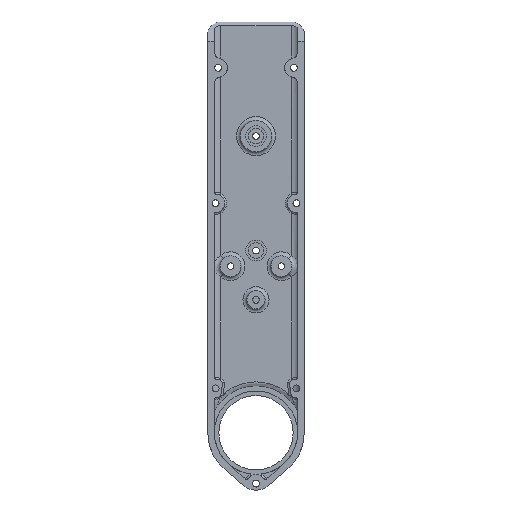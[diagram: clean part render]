
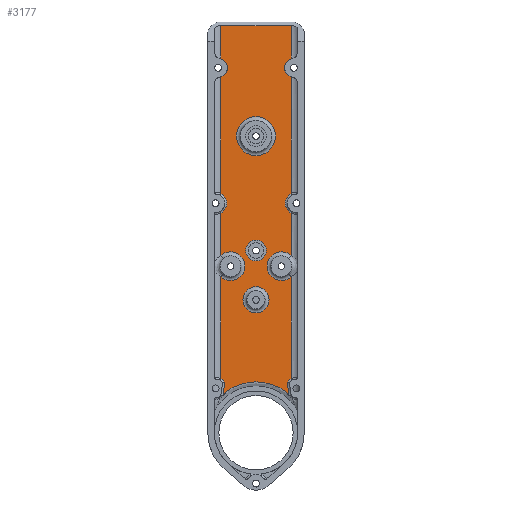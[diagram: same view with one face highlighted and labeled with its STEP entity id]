
A CAD part, left-side view. The second image highlights one B-rep face of the part: STEP entity #3177.
In plain terms, the highlighted planar face has unit normal (-1, 0, 0).
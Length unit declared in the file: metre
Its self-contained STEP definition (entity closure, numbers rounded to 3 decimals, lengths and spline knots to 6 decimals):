
#100=B_SPLINE_CURVE_WITH_KNOTS('',3,(#5188,#5189,#5190,#5191),
 .UNSPECIFIED.,.F.,.F.,(4,4),(0.,0.002048),.UNSPECIFIED.);
#107=B_SPLINE_CURVE_WITH_KNOTS('',3,(#5244,#5245,#5246,#5247),
 .UNSPECIFIED.,.F.,.F.,(4,4),(0.,0.002048),.UNSPECIFIED.);
#208=LINE('',#5285,#376);
#209=LINE('',#5335,#377);
#212=LINE('',#5351,#380);
#213=LINE('',#5401,#381);
#216=LINE('',#5470,#384);
#217=LINE('',#5472,#385);
#219=LINE('',#5480,#387);
#222=LINE('',#5507,#390);
#277=LINE('',#6022,#445);
#278=LINE('',#6025,#446);
#279=LINE('',#6026,#447);
#376=VECTOR('',#3980,1.);
#377=VECTOR('',#3983,1.);
#380=VECTOR('',#3988,1.);
#381=VECTOR('',#3991,1.);
#384=VECTOR('',#4004,1.);
#385=VECTOR('',#4007,1.);
#387=VECTOR('',#4011,1.);
#390=VECTOR('',#4016,1.);
#445=VECTOR('',#4231,1.);
#446=VECTOR('',#4232,1.);
#447=VECTOR('',#4233,1.);
#540=PLANE('',#3510);
#1123=ORIENTED_EDGE('',*,*,#1844,.F.);
#1124=ORIENTED_EDGE('',*,*,#1845,.F.);
#1125=ORIENTED_EDGE('',*,*,#1842,.F.);
#1126=ORIENTED_EDGE('',*,*,#1708,.F.);
#1127=ORIENTED_EDGE('',*,*,#1668,.T.);
#1128=ORIENTED_EDGE('',*,*,#1682,.F.);
#1129=ORIENTED_EDGE('',*,*,#1665,.T.);
#1130=ORIENTED_EDGE('',*,*,#1686,.F.);
#1131=ORIENTED_EDGE('',*,*,#1663,.T.);
#1132=ORIENTED_EDGE('',*,*,#1697,.T.);
#1133=ORIENTED_EDGE('',*,*,#1659,.T.);
#1134=ORIENTED_EDGE('',*,*,#1653,.F.);
#1135=ORIENTED_EDGE('',*,*,#1650,.T.);
#1136=ORIENTED_EDGE('',*,*,#1698,.T.);
#1137=ORIENTED_EDGE('',*,*,#1644,.T.);
#1138=ORIENTED_EDGE('',*,*,#1673,.F.);
#1139=ORIENTED_EDGE('',*,*,#1641,.T.);
#1140=ORIENTED_EDGE('',*,*,#1677,.F.);
#1141=ORIENTED_EDGE('',*,*,#1637,.T.);
#1142=ORIENTED_EDGE('',*,*,#1701,.F.);
#1143=ORIENTED_EDGE('',*,*,#1836,.F.);
#1144=ORIENTED_EDGE('',*,*,#1846,.F.);
#1145=ORIENTED_EDGE('',*,*,#1847,.T.);
#1146=ORIENTED_EDGE('',*,*,#1635,.T.);
#1147=ORIENTED_EDGE('',*,*,#1634,.T.);
#1634=EDGE_CURVE('',#2076,#2076,#2356,.T.);
#1635=EDGE_CURVE('',#2077,#2077,#2357,.F.);
#1637=EDGE_CURVE('',#2080,#2079,#2359,.F.);
#1641=EDGE_CURVE('',#2083,#2082,#2363,.F.);
#1644=EDGE_CURVE('',#2086,#2085,#2366,.F.);
#1650=EDGE_CURVE('',#2092,#2091,#100,.F.);
#1653=EDGE_CURVE('',#2092,#2093,#2369,.T.);
#1659=EDGE_CURVE('',#2095,#2093,#107,.T.);
#1663=EDGE_CURVE('',#2098,#2101,#2373,.F.);
#1665=EDGE_CURVE('',#2103,#2102,#2375,.F.);
#1668=EDGE_CURVE('',#2106,#2105,#2378,.F.);
#1673=EDGE_CURVE('',#2083,#2085,#208,.F.);
#1677=EDGE_CURVE('',#2080,#2082,#209,.F.);
#1682=EDGE_CURVE('',#2103,#2105,#212,.T.);
#1686=EDGE_CURVE('',#2098,#2102,#213,.T.);
#1697=EDGE_CURVE('',#2101,#2095,#216,.T.);
#1698=EDGE_CURVE('',#2091,#2086,#217,.T.);
#1701=EDGE_CURVE('',#2123,#2079,#219,.F.);
#1708=EDGE_CURVE('',#2106,#2129,#222,.T.);
#1836=EDGE_CURVE('',#2212,#2123,#2428,.T.);
#1842=EDGE_CURVE('',#2129,#2215,#2429,.T.);
#1844=EDGE_CURVE('',#2216,#2217,#277,.T.);
#1845=EDGE_CURVE('',#2215,#2216,#278,.T.);
#1846=EDGE_CURVE('',#2217,#2212,#279,.F.);
#1847=EDGE_CURVE('',#2218,#2218,#2430,.F.);
#2076=VERTEX_POINT('',#5126);
#2077=VERTEX_POINT('',#5129);
#2079=VERTEX_POINT('',#5133);
#2080=VERTEX_POINT('',#5135);
#2082=VERTEX_POINT('',#5141);
#2083=VERTEX_POINT('',#5143);
#2085=VERTEX_POINT('',#5148);
#2086=VERTEX_POINT('',#5150);
#2091=VERTEX_POINT('',#5187);
#2092=VERTEX_POINT('',#5192);
#2093=VERTEX_POINT('',#5204);
#2095=VERTEX_POINT('',#5236);
#2098=VERTEX_POINT('',#5250);
#2101=VERTEX_POINT('',#5259);
#2102=VERTEX_POINT('',#5263);
#2103=VERTEX_POINT('',#5265);
#2105=VERTEX_POINT('',#5270);
#2106=VERTEX_POINT('',#5272);
#2123=VERTEX_POINT('',#5481);
#2129=VERTEX_POINT('',#5508);
#2212=VERTEX_POINT('',#5999);
#2215=VERTEX_POINT('',#6016);
#2216=VERTEX_POINT('',#6023);
#2217=VERTEX_POINT('',#6024);
#2218=VERTEX_POINT('',#6028);
#2356=CIRCLE('',#3386,0.00398);
#2357=CIRCLE('',#3388,0.0075);
#2359=CIRCLE('',#3391,0.0043);
#2363=CIRCLE('',#3396,0.005497);
#2366=CIRCLE('',#3400,0.0043);
#2369=CIRCLE('',#3404,0.0195);
#2373=CIRCLE('',#3409,0.0043);
#2375=CIRCLE('',#3412,0.005497);
#2378=CIRCLE('',#3416,0.0043);
#2428=CIRCLE('',#3505,0.0035);
#2429=CIRCLE('',#3509,0.0035);
#2430=CIRCLE('',#3511,0.005);
#2628=EDGE_LOOP('',(#1123,#1124,#1125,#1126,#1127,#1128,#1129,#1130,#1131,
#1132,#1133,#1134,#1135,#1136,#1137,#1138,#1139,#1140,#1141,#1142,#1143,
#1144));
#2629=EDGE_LOOP('',(#1145));
#2630=EDGE_LOOP('',(#1146));
#2631=EDGE_LOOP('',(#1147));
#2876=FACE_BOUND('',#2628,.T.);
#2877=FACE_BOUND('',#2629,.T.);
#2878=FACE_BOUND('',#2630,.T.);
#2879=FACE_BOUND('',#2631,.T.);
#3177=ADVANCED_FACE('',(#2876,#2877,#2878,#2879),#540,.T.);
#3386=AXIS2_PLACEMENT_3D('',#5125,#3911,#3912);
#3388=AXIS2_PLACEMENT_3D('',#5128,#3915,#3916);
#3391=AXIS2_PLACEMENT_3D('',#5134,#3921,#3922);
#3396=AXIS2_PLACEMENT_3D('',#5142,#3931,#3932);
#3400=AXIS2_PLACEMENT_3D('',#5149,#3939,#3940);
#3404=AXIS2_PLACEMENT_3D('',#5203,#3947,#3948);
#3409=AXIS2_PLACEMENT_3D('',#5260,#3957,#3958);
#3412=AXIS2_PLACEMENT_3D('',#5264,#3963,#3964);
#3416=AXIS2_PLACEMENT_3D('',#5271,#3971,#3972);
#3505=AXIS2_PLACEMENT_3D('',#6000,#4215,#4216);
#3509=AXIS2_PLACEMENT_3D('',#6015,#4227,#4228);
#3510=AXIS2_PLACEMENT_3D('',#6021,#4229,#4230);
#3511=AXIS2_PLACEMENT_3D('',#6027,#4234,#4235);
#3911=DIRECTION('',(1.,0.,0.));
#3912=DIRECTION('',(0.,0.,-1.));
#3915=DIRECTION('',(-1.,0.,0.));
#3916=DIRECTION('',(0.,0.,1.));
#3921=DIRECTION('',(-1.,0.,0.));
#3922=DIRECTION('',(0.,0.,1.));
#3931=DIRECTION('',(-1.,0.,0.));
#3932=DIRECTION('',(0.,0.,1.));
#3939=DIRECTION('',(-1.,0.,0.));
#3940=DIRECTION('',(0.,0.,1.));
#3947=DIRECTION('',(-1.,0.,0.));
#3948=DIRECTION('',(0.,0.,1.));
#3957=DIRECTION('',(-1.,0.,0.));
#3958=DIRECTION('',(0.,0.,1.));
#3963=DIRECTION('',(-1.,0.,0.));
#3964=DIRECTION('',(0.,0.,1.));
#3971=DIRECTION('',(-1.,0.,0.));
#3972=DIRECTION('',(0.,0.,1.));
#3980=DIRECTION('',(0.,0.,1.));
#3983=DIRECTION('',(0.,0.,1.));
#3988=DIRECTION('',(0.,0.,1.));
#3991=DIRECTION('',(0.,0.,1.));
#4004=DIRECTION('',(0.,0.139,-0.99));
#4007=DIRECTION('',(0.,0.139,0.99));
#4011=DIRECTION('',(0.,0.,1.));
#4016=DIRECTION('',(0.,0.,1.));
#4215=DIRECTION('',(-1.,0.,0.));
#4216=DIRECTION('',(0.,0.,1.));
#4227=DIRECTION('',(-1.,0.,0.));
#4228=DIRECTION('',(0.,0.,1.));
#4229=DIRECTION('',(-1.,0.,0.));
#4230=DIRECTION('',(0.,0.,1.));
#4231=DIRECTION('',(0.,-1.,0.));
#4232=DIRECTION('',(0.,0.,1.));
#4233=DIRECTION('',(0.,0.,1.));
#4234=DIRECTION('',(-1.,0.,0.));
#4235=DIRECTION('',(0.,0.,1.));
#5125=CARTESIAN_POINT('',(0.0065,0.,0.0699));
#5126=CARTESIAN_POINT('',(0.0065,0.,0.06592));
#5128=CARTESIAN_POINT('',(0.0065,0.,0.1138));
#5129=CARTESIAN_POINT('',(0.0065,0.,0.1213));
#5133=CARTESIAN_POINT('',(0.0065,-0.0135,0.091807));
#5134=CARTESIAN_POINT('',(0.0065,-0.0155,0.088));
#5135=CARTESIAN_POINT('',(0.0065,-0.0135,0.084193));
#5141=CARTESIAN_POINT('',(0.0065,-0.0135,0.067919));
#5142=CARTESIAN_POINT('',(0.0065,-0.00975,0.0639));
#5143=CARTESIAN_POINT('',(0.0065,-0.0135,0.059881));
#5148=CARTESIAN_POINT('',(0.0065,-0.0135,0.020807));
#5149=CARTESIAN_POINT('',(0.0065,-0.0155,0.017));
#5150=CARTESIAN_POINT('',(0.0065,-0.011948,0.019423));
#5187=CARTESIAN_POINT('',(0.0065,-0.01267,0.014283));
#5188=CARTESIAN_POINT('',(0.0065,-0.01267,0.014283));
#5189=CARTESIAN_POINT('',(0.0065,-0.012177,0.014758));
#5190=CARTESIAN_POINT('',(0.0065,-0.011733,0.015283));
#5191=CARTESIAN_POINT('',(0.0065,-0.011356,0.015852));
#5192=CARTESIAN_POINT('',(0.0065,-0.011356,0.015852));
#5203=CARTESIAN_POINT('',(0.0065,0.,0.));
#5204=CARTESIAN_POINT('',(0.0065,0.011356,0.015852));
#5236=CARTESIAN_POINT('',(0.0065,0.01267,0.014283));
#5244=CARTESIAN_POINT('',(0.0065,0.01267,0.014283));
#5245=CARTESIAN_POINT('',(0.0065,0.012177,0.014758));
#5246=CARTESIAN_POINT('',(0.0065,0.011733,0.015283));
#5247=CARTESIAN_POINT('',(0.0065,0.011356,0.015852));
#5250=CARTESIAN_POINT('',(0.0065,0.0135,0.020807));
#5259=CARTESIAN_POINT('',(0.0065,0.011948,0.019423));
#5260=CARTESIAN_POINT('',(0.0065,0.0155,0.017));
#5263=CARTESIAN_POINT('',(0.0065,0.0135,0.059881));
#5264=CARTESIAN_POINT('',(0.0065,0.00975,0.0639));
#5265=CARTESIAN_POINT('',(0.0065,0.0135,0.067919));
#5270=CARTESIAN_POINT('',(0.0065,0.0135,0.084193));
#5271=CARTESIAN_POINT('',(0.0065,0.0155,0.088));
#5272=CARTESIAN_POINT('',(0.0065,0.0135,0.091807));
#5285=CARTESIAN_POINT('',(0.0065,-0.0135,0.));
#5335=CARTESIAN_POINT('',(0.0065,-0.0135,0.));
#5351=CARTESIAN_POINT('',(0.0065,0.0135,0.));
#5401=CARTESIAN_POINT('',(0.0065,0.0135,0.));
#5470=CARTESIAN_POINT('',(0.0065,0.012708,0.014016));
#5472=CARTESIAN_POINT('',(0.0065,-0.011994,0.019098));
#5480=CARTESIAN_POINT('',(0.0065,-0.0135,0.));
#5481=CARTESIAN_POINT('',(0.0065,-0.0135,0.136646));
#5507=CARTESIAN_POINT('',(0.0065,0.0135,0.));
#5508=CARTESIAN_POINT('',(0.0065,0.0135,0.136646));
#5999=CARTESIAN_POINT('',(0.0065,-0.0135,0.143354));
#6000=CARTESIAN_POINT('',(0.0065,-0.0145,0.14));
#6015=CARTESIAN_POINT('',(0.0065,0.0145,0.14));
#6016=CARTESIAN_POINT('',(0.0065,0.0135,0.143354));
#6021=CARTESIAN_POINT('',(0.0065,0.,0.));
#6022=CARTESIAN_POINT('',(0.0065,0.,0.156183));
#6023=CARTESIAN_POINT('',(0.0065,0.0135,0.156183));
#6024=CARTESIAN_POINT('',(0.0065,-0.0135,0.156183));
#6025=CARTESIAN_POINT('',(0.0065,0.0135,0.));
#6026=CARTESIAN_POINT('',(0.0065,-0.0135,0.));
#6027=CARTESIAN_POINT('',(0.0065,0.,0.051));
#6028=CARTESIAN_POINT('',(0.0065,0.,0.056));
